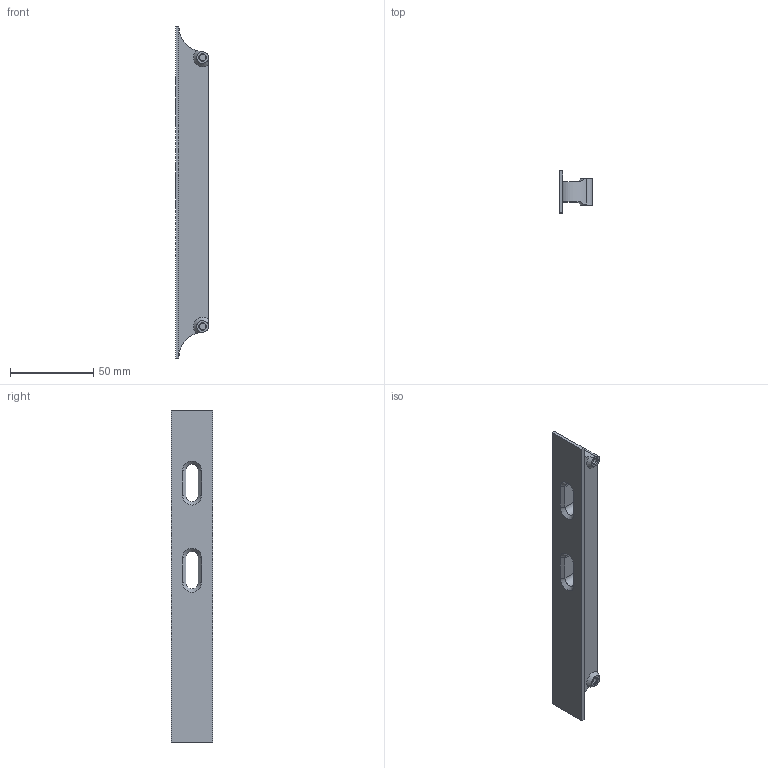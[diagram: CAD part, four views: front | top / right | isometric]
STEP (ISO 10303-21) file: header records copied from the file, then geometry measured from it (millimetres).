
FILE_DESCRIPTION(/* description */ (''),/* implementation_level */ '2;1');
FILE_NAME(/* name */ 'side.stp',/* time_stamp */ '2025-12-27T21:02:17+01:00',/* author */ ('szymo'),/* organization */ (''),/* preprocessor_version */ 'ST-DEVELOPER v19',/* originating_system */ 'Autodesk Inventor 2023',/* authorisation */ '');
FILE_SCHEMA (('AUTOMOTIVE_DESIGN { 1 0 10303 214 3 1 1 }'));
Length unit declared in the file: millimetre
Products named in the file (1): side
Bounding box: 19.75 x 25 x 200 mm (x, y, z)
Volume: 40799.9 mm3; surface area: 19036.4 mm2
Topology: 1 solids, 1 shells, 61 faces, 126 edges, 76 vertices
Faces by surface type: plane 33, cylinder 16, cone 12
Full cylindrical faces by diameter (mm): 4 x4, 4.5 x4
Entity records: 1663 total; most frequent: CARTESIAN_POINT 300, DIRECTION 290, ORIENTED_EDGE 252, EDGE_CURVE 126, AXIS2_PLACEMENT_3D 110, VERTEX_POINT 76, EDGE_LOOP 74, LINE 70
